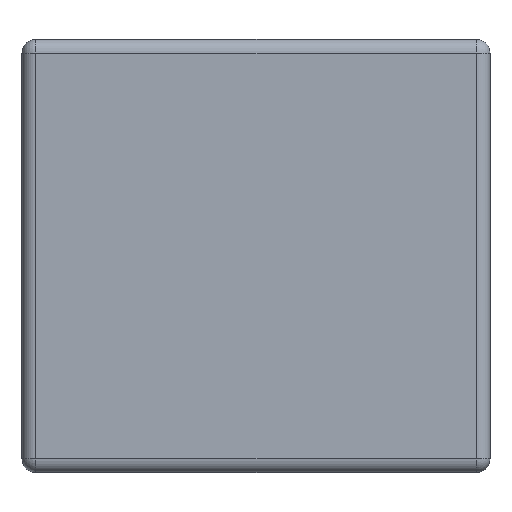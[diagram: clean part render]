
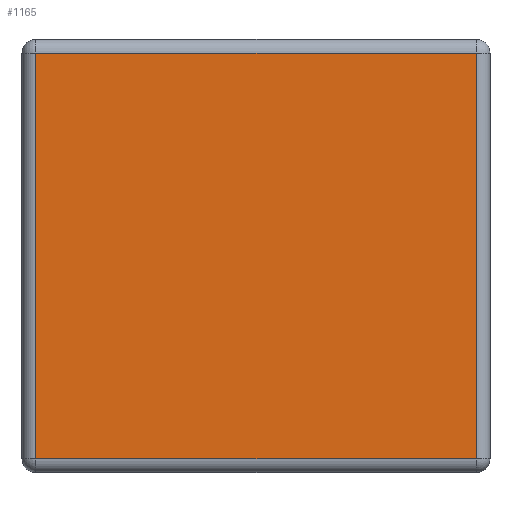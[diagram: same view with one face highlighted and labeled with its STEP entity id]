
A CAD part, left-side view. The second image highlights one B-rep face of the part: STEP entity #1165.
In plain terms, the highlighted planar face has unit normal (-1, 0, 0).
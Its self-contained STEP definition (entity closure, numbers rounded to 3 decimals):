
#37 = VECTOR ( 'NONE', #1483, 1000. ) ;
#64 = PLANE ( 'NONE',  #1000 ) ;
#68 = VERTEX_POINT ( 'NONE', #1923 ) ;
#201 = VERTEX_POINT ( 'NONE', #1986 ) ;
#536 = CARTESIAN_POINT ( 'NONE',  ( -1.6, 2.7, -1.17 ) ) ;
#557 = VERTEX_POINT ( 'NONE', #1778 ) ;
#565 = LINE ( 'NONE', #714, #1033 ) ;
#633 = LINE ( 'NONE', #1588, #1148 ) ;
#652 = ORIENTED_EDGE ( 'NONE', *, *, #1065, .T. ) ;
#699 = CARTESIAN_POINT ( 'NONE',  ( -1.6, 2.7, -1.25 ) ) ;
#714 = CARTESIAN_POINT ( 'NONE',  ( -1.6, 2.62, -1.25 ) ) ;
#804 = DIRECTION ( 'NONE',  ( 1., 0., 0. ) ) ;
#929 = VECTOR ( 'NONE', #1756, 1000. ) ;
#1000 = AXIS2_PLACEMENT_3D ( 'NONE', #699, #804, #1576 ) ;
#1005 = LINE ( 'NONE', #536, #37 ) ;
#1018 = EDGE_LOOP ( 'NONE', ( #2060, #1163, #1770, #652 ) ) ;
#1033 = VECTOR ( 'NONE', #1058, 1000. ) ;
#1058 = DIRECTION ( 'NONE',  ( 0., 0., -1. ) ) ;
#1065 = EDGE_CURVE ( 'NONE', #201, #1709, #1667, .T. ) ;
#1087 = CARTESIAN_POINT ( 'NONE',  ( -1.6, 2.62, 1.17 ) ) ;
#1148 = VECTOR ( 'NONE', #1280, 1000. ) ;
#1163 = ORIENTED_EDGE ( 'NONE', *, *, #1853, .T. ) ;
#1165 = ADVANCED_FACE ( 'NONE', ( #1378 ), #64, .F. ) ;
#1190 = EDGE_CURVE ( 'NONE', #68, #201, #633, .T. ) ;
#1280 = DIRECTION ( 'NONE',  ( 0., 0., 1. ) ) ;
#1378 = FACE_OUTER_BOUND ( 'NONE', #1018, .T. ) ;
#1457 = EDGE_CURVE ( 'NONE', #1709, #557, #565, .T. ) ;
#1483 = DIRECTION ( 'NONE',  ( 0., -1., 0. ) ) ;
#1576 = DIRECTION ( 'NONE',  ( 0., 0., -1. ) ) ;
#1588 = CARTESIAN_POINT ( 'NONE',  ( -1.6, 0.08, -1.25 ) ) ;
#1596 = CARTESIAN_POINT ( 'NONE',  ( -1.6, 2.7, 1.17 ) ) ;
#1667 = LINE ( 'NONE', #1596, #929 ) ;
#1709 = VERTEX_POINT ( 'NONE', #1087 ) ;
#1756 = DIRECTION ( 'NONE',  ( 0., 1., 0. ) ) ;
#1770 = ORIENTED_EDGE ( 'NONE', *, *, #1190, .T. ) ;
#1778 = CARTESIAN_POINT ( 'NONE',  ( -1.6, 2.62, -1.17 ) ) ;
#1853 = EDGE_CURVE ( 'NONE', #557, #68, #1005, .T. ) ;
#1923 = CARTESIAN_POINT ( 'NONE',  ( -1.6, 0.08, -1.17 ) ) ;
#1986 = CARTESIAN_POINT ( 'NONE',  ( -1.6, 0.08, 1.17 ) ) ;
#2060 = ORIENTED_EDGE ( 'NONE', *, *, #1457, .T. ) ;
